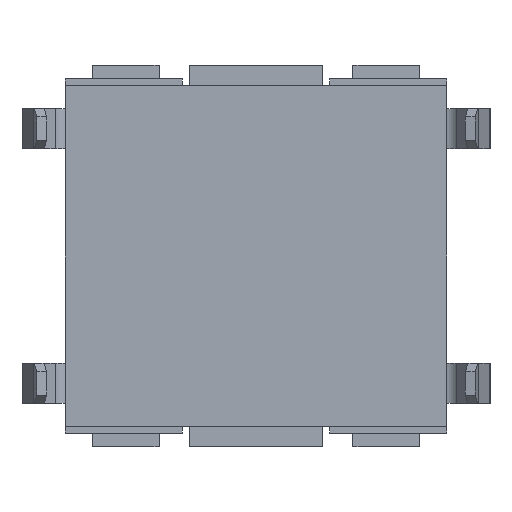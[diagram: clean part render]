
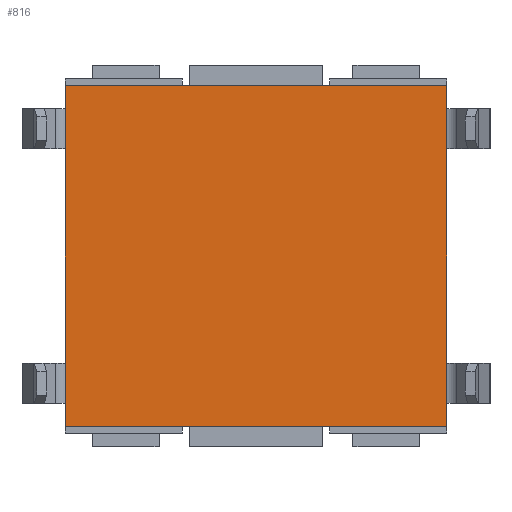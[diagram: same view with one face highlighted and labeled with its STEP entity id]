
A CAD part, front view. The second image highlights one B-rep face of the part: STEP entity #816.
In plain terms, the highlighted planar face has unit normal (0, -1, 0).
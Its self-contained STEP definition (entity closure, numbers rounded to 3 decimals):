
#619 = VERTEX_POINT ( 'NONE', #2931 ) ;
#666 = VERTEX_POINT ( 'NONE', #3032 ) ;
#669 = EDGE_CURVE ( 'NONE', #666, #723, #3031, .T. ) ;
#703 = VERTEX_POINT ( 'NONE', #3098 ) ;
#705 = EDGE_CURVE ( 'NONE', #703, #619, #3097, .T. ) ;
#708 = EDGE_LOOP ( 'NONE', ( #709, #710, #801, #802 ) ) ;
#709 = ORIENTED_EDGE ( 'NONE', *, *, #824, .T. ) ;
#710 = ORIENTED_EDGE ( 'NONE', *, *, #705, .F. ) ;
#723 = VERTEX_POINT ( 'NONE', #3073 ) ;
#791 = EDGE_CURVE ( 'NONE', #723, #703, #3220, .T. ) ;
#801 = ORIENTED_EDGE ( 'NONE', *, *, #791, .F. ) ;
#802 = ORIENTED_EDGE ( 'NONE', *, *, #669, .F. ) ;
#816 = ADVANCED_FACE ( 'NONE', ( #3238 ), #3237, .T. ) ;
#824 = EDGE_CURVE ( 'NONE', #666, #619, #3281, .T. ) ;
#2931 = CARTESIAN_POINT ( 'NONE',  ( 5.7, 0., -5.1 ) ) ;
#3028 = DIRECTION ( 'NONE',  ( 0., 0., 1. ) ) ;
#3029 = VECTOR ( 'NONE', #3028, 1000. ) ;
#3030 = CARTESIAN_POINT ( 'NONE',  ( -5.7, 0., 0. ) ) ;
#3031 = LINE ( 'NONE', #3030, #3029 ) ;
#3032 = CARTESIAN_POINT ( 'NONE',  ( -5.7, 0., -5.1 ) ) ;
#3073 = CARTESIAN_POINT ( 'NONE',  ( -5.7, 0., 5.1 ) ) ;
#3094 = DIRECTION ( 'NONE',  ( 0., 0., -1. ) ) ;
#3095 = VECTOR ( 'NONE', #3094, 1000. ) ;
#3096 = CARTESIAN_POINT ( 'NONE',  ( 5.7, 0., 0. ) ) ;
#3097 = LINE ( 'NONE', #3096, #3095 ) ;
#3098 = CARTESIAN_POINT ( 'NONE',  ( 5.7, 0., 5.1 ) ) ;
#3217 = DIRECTION ( 'NONE',  ( 1., 0., 0. ) ) ;
#3218 = VECTOR ( 'NONE', #3217, 1000. ) ;
#3219 = CARTESIAN_POINT ( 'NONE',  ( 5.7, 0., 5.1 ) ) ;
#3220 = LINE ( 'NONE', #3219, #3218 ) ;
#3232 = DIRECTION ( 'NONE',  ( 0., 0., -1. ) ) ;
#3233 = DIRECTION ( 'NONE',  ( 0., -1., 0. ) ) ;
#3234 = CARTESIAN_POINT ( 'NONE',  ( 5.7, 0., 5.1 ) ) ;
#3236 = AXIS2_PLACEMENT_3D ( 'NONE', #3234, #3233, #3232 ) ;
#3237 = PLANE ( 'NONE',  #3236 ) ;
#3238 = FACE_OUTER_BOUND ( 'NONE', #708, .T. ) ;
#3278 = DIRECTION ( 'NONE',  ( 1., 0., 0. ) ) ;
#3279 = VECTOR ( 'NONE', #3278, 1000. ) ;
#3280 = CARTESIAN_POINT ( 'NONE',  ( -5.7, 0., -5.1 ) ) ;
#3281 = LINE ( 'NONE', #3280, #3279 ) ;
